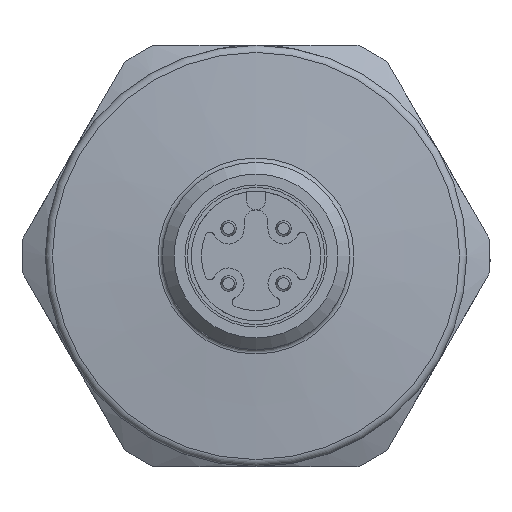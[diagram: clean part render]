
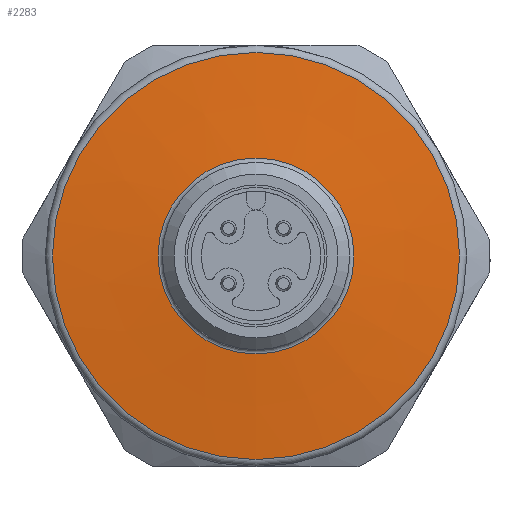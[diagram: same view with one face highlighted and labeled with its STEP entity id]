
A CAD part, front view. The second image highlights one B-rep face of the part: STEP entity #2283.
In plain terms, the highlighted conical face has half-angle 85 degrees and reference radius 6 mm.
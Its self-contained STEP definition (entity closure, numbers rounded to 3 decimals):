
#87=CONICAL_SURFACE('',#2416,6.,1.484);
#302=ORIENTED_EDGE('',*,*,#726,.T.);
#303=ORIENTED_EDGE('',*,*,#727,.T.);
#726=EDGE_CURVE('',#940,#940,#1089,.T.);
#727=EDGE_CURVE('',#941,#941,#1090,.T.);
#940=VERTEX_POINT('',#3196);
#941=VERTEX_POINT('',#3198);
#1089=CIRCLE('',#2417,6.274);
#1090=CIRCLE('',#2418,13.044);
#1191=EDGE_LOOP('',(#302));
#1192=EDGE_LOOP('',(#303));
#1344=FACE_BOUND('',#1191,.T.);
#1345=FACE_BOUND('',#1192,.T.);
#2283=ADVANCED_FACE('',(#1344,#1345),#87,.T.);
#2416=AXIS2_PLACEMENT_3D('',#3194,#2670,#2671);
#2417=AXIS2_PLACEMENT_3D('',#3195,#2672,#2673);
#2418=AXIS2_PLACEMENT_3D('',#3197,#2674,#2675);
#2670=DIRECTION('',(0.,1.,0.));
#2671=DIRECTION('',(0.,0.,-1.));
#2672=DIRECTION('',(0.,1.,0.));
#2673=DIRECTION('',(0.,0.,-1.));
#2674=DIRECTION('',(0.,-1.,0.));
#2675=DIRECTION('',(0.,0.,1.));
#3194=CARTESIAN_POINT('',(-0.018,-5.5,0.032));
#3195=CARTESIAN_POINT('',(-0.018,-5.476,0.032));
#3196=CARTESIAN_POINT('',(-0.018,-5.476,-6.242));
#3197=CARTESIAN_POINT('',(-0.018,-4.884,0.032));
#3198=CARTESIAN_POINT('',(-0.018,-4.884,13.076));
